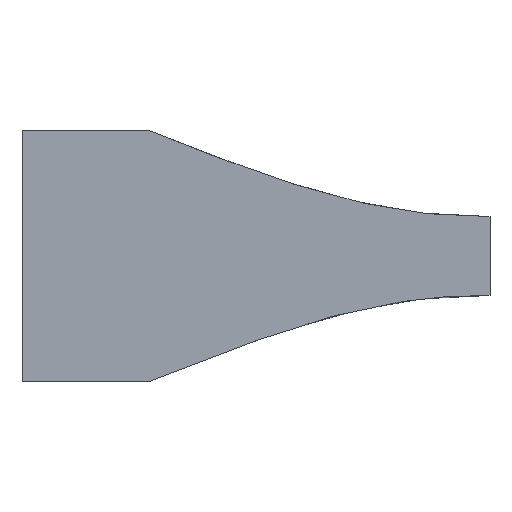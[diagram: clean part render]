
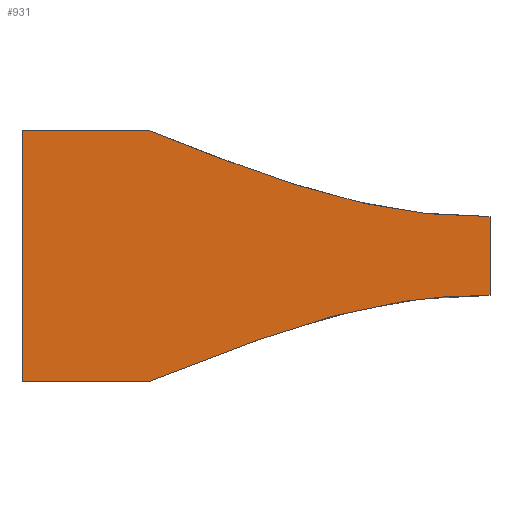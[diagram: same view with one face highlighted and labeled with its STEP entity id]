
A CAD part, front view. The second image highlights one B-rep face of the part: STEP entity #931.
In plain terms, the highlighted planar face has unit normal (0, -1, 0).
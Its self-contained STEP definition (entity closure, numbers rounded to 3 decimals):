
#34=(
BOUNDED_CURVE()
B_SPLINE_CURVE(5,(#1769,#1770,#1771,#1772,#1773,#1774,#1775,#1776,#1777,
#1778,#1779,#1780,#1781,#1782,#1783,#1784,#1785,#1786,#1787,#1788),
 .UNSPECIFIED.,.F.,.F.)
B_SPLINE_CURVE_WITH_KNOTS((6,1,1,1,1,1,1,1,1,1,1,1,1,1,1,6),(0.,0.067,
0.133,0.2,0.267,0.333,0.4,0.467,
0.533,0.6,0.667,0.733,0.8,0.867,
0.933,1.),.UNSPECIFIED.)
CURVE()
GEOMETRIC_REPRESENTATION_ITEM()
RATIONAL_B_SPLINE_CURVE((1.,1.,1.,1.,1.,1.,1.,1.,1.,1.,1.,1.,1.,1.,1.,1.,
1.,1.,1.,1.))
REPRESENTATION_ITEM('')
);
#35=(
BOUNDED_CURVE()
B_SPLINE_CURVE(5,(#2329,#2330,#2331,#2332,#2333,#2334,#2335,#2336,#2337,
#2338,#2339,#2340,#2341,#2342,#2343,#2344,#2345,#2346,#2347,#2348),
 .UNSPECIFIED.,.F.,.F.)
B_SPLINE_CURVE_WITH_KNOTS((6,1,1,1,1,1,1,1,1,1,1,1,1,1,1,6),(-1.,-0.933,
-0.867,-0.8,-0.733,-0.667,-0.6,-0.533,
-0.467,-0.4,-0.333,-0.267,-0.2,-0.133,
-0.067,0.),.UNSPECIFIED.)
CURVE()
GEOMETRIC_REPRESENTATION_ITEM()
RATIONAL_B_SPLINE_CURVE((1.,1.,1.,1.,1.,1.,1.,1.,1.,1.,1.,1.,1.,1.,1.,1.,
1.,1.,1.,1.))
REPRESENTATION_ITEM('')
);
#73=PLANE('',#1010);
#125=FACE_OUTER_BOUND('',#196,.T.);
#196=EDGE_LOOP('',(#856,#857,#858,#859,#860,#861));
#263=LINE('',#2107,#331);
#286=LINE('',#2351,#354);
#292=LINE('',#3148,#360);
#293=LINE('',#3149,#361);
#331=VECTOR('',#1090,10.);
#354=VECTOR('',#1151,10.);
#360=VECTOR('',#1207,10.);
#361=VECTOR('',#1208,10.);
#425=VERTEX_POINT('',#1766);
#426=VERTEX_POINT('',#1768);
#445=VERTEX_POINT('',#2104);
#446=VERTEX_POINT('',#2106);
#466=VERTEX_POINT('',#2326);
#467=VERTEX_POINT('',#2328);
#522=EDGE_CURVE('',#426,#425,#34,.T.);
#549=EDGE_CURVE('',#446,#445,#263,.T.);
#583=EDGE_CURVE('',#467,#466,#35,.T.);
#585=EDGE_CURVE('',#467,#425,#286,.T.);
#608=EDGE_CURVE('',#446,#466,#292,.T.);
#609=EDGE_CURVE('',#445,#426,#293,.T.);
#856=ORIENTED_EDGE('',*,*,#583,.T.);
#857=ORIENTED_EDGE('',*,*,#608,.F.);
#858=ORIENTED_EDGE('',*,*,#549,.T.);
#859=ORIENTED_EDGE('',*,*,#609,.T.);
#860=ORIENTED_EDGE('',*,*,#522,.T.);
#861=ORIENTED_EDGE('',*,*,#585,.F.);
#931=ADVANCED_FACE('',(#125),#73,.T.);
#1010=AXIS2_PLACEMENT_3D('',#3147,#1205,#1206);
#1090=DIRECTION('',(0.,0.,-1.));
#1151=DIRECTION('',(0.,0.,-1.));
#1205=DIRECTION('center_axis',(0.,-1.,0.));
#1206=DIRECTION('ref_axis',(0.,0.,-1.));
#1207=DIRECTION('',(1.,0.,0.));
#1208=DIRECTION('',(1.,0.,0.));
#1766=CARTESIAN_POINT('',(120.,-4.25,17.885));
#1768=CARTESIAN_POINT('',(32.372,-4.25,-4.25));
#1769=CARTESIAN_POINT('Ctrl Pts',(32.372,-4.25,-4.25));
#1770=CARTESIAN_POINT('Ctrl Pts',(33.454,-4.25,-3.812));
#1771=CARTESIAN_POINT('Ctrl Pts',(35.625,-4.25,-2.937));
#1772=CARTESIAN_POINT('Ctrl Pts',(38.904,-4.25,-1.63));
#1773=CARTESIAN_POINT('Ctrl Pts',(43.319,-4.25,0.102));
#1774=CARTESIAN_POINT('Ctrl Pts',(48.913,-4.25,2.246));
#1775=CARTESIAN_POINT('Ctrl Pts',(54.584,-4.25,4.361));
#1776=CARTESIAN_POINT('Ctrl Pts',(60.329,-4.25,6.434));
#1777=CARTESIAN_POINT('Ctrl Pts',(66.145,-4.25,8.441));
#1778=CARTESIAN_POINT('Ctrl Pts',(72.024,-4.25,10.346));
#1779=CARTESIAN_POINT('Ctrl Pts',(77.953,-4.25,12.11));
#1780=CARTESIAN_POINT('Ctrl Pts',(83.92,-4.25,13.689));
#1781=CARTESIAN_POINT('Ctrl Pts',(89.912,-4.25,15.045));
#1782=CARTESIAN_POINT('Ctrl Pts',(95.92,-4.25,16.151));
#1783=CARTESIAN_POINT('Ctrl Pts',(101.935,-4.25,16.993));
#1784=CARTESIAN_POINT('Ctrl Pts',(107.955,-4.25,17.57));
#1785=CARTESIAN_POINT('Ctrl Pts',(112.772,-4.25,17.823));
#1786=CARTESIAN_POINT('Ctrl Pts',(116.386,-4.25,17.899));
#1787=CARTESIAN_POINT('Ctrl Pts',(118.795,-4.25,17.898));
#1788=CARTESIAN_POINT('Ctrl Pts',(120.,-4.25,17.885));
#2104=CARTESIAN_POINT('',(0.,-4.25,-4.25));
#2106=CARTESIAN_POINT('',(0.,-4.25,60.25));
#2107=CARTESIAN_POINT('',(0.,-4.25,60.25));
#2326=CARTESIAN_POINT('',(32.372,-4.25,60.25));
#2328=CARTESIAN_POINT('',(120.,-4.25,38.115));
#2329=CARTESIAN_POINT('Ctrl Pts',(120.,-4.25,38.115));
#2330=CARTESIAN_POINT('Ctrl Pts',(118.795,-4.25,38.102));
#2331=CARTESIAN_POINT('Ctrl Pts',(116.386,-4.25,38.102));
#2332=CARTESIAN_POINT('Ctrl Pts',(112.772,-4.25,38.177));
#2333=CARTESIAN_POINT('Ctrl Pts',(107.955,-4.25,38.43));
#2334=CARTESIAN_POINT('Ctrl Pts',(101.935,-4.25,39.007));
#2335=CARTESIAN_POINT('Ctrl Pts',(95.92,-4.25,39.849));
#2336=CARTESIAN_POINT('Ctrl Pts',(89.912,-4.25,40.955));
#2337=CARTESIAN_POINT('Ctrl Pts',(83.92,-4.25,42.311));
#2338=CARTESIAN_POINT('Ctrl Pts',(77.953,-4.25,43.89));
#2339=CARTESIAN_POINT('Ctrl Pts',(72.024,-4.25,45.654));
#2340=CARTESIAN_POINT('Ctrl Pts',(66.145,-4.25,47.559));
#2341=CARTESIAN_POINT('Ctrl Pts',(60.329,-4.25,49.566));
#2342=CARTESIAN_POINT('Ctrl Pts',(54.584,-4.25,51.639));
#2343=CARTESIAN_POINT('Ctrl Pts',(48.913,-4.25,53.754));
#2344=CARTESIAN_POINT('Ctrl Pts',(43.319,-4.25,55.898));
#2345=CARTESIAN_POINT('Ctrl Pts',(38.904,-4.25,57.63));
#2346=CARTESIAN_POINT('Ctrl Pts',(35.625,-4.25,58.937));
#2347=CARTESIAN_POINT('Ctrl Pts',(33.454,-4.25,59.812));
#2348=CARTESIAN_POINT('Ctrl Pts',(32.372,-4.25,60.25));
#2351=CARTESIAN_POINT('',(120.,-4.25,60.25));
#3147=CARTESIAN_POINT('Origin',(0.,-4.25,60.25));
#3148=CARTESIAN_POINT('',(0.,-4.25,60.25));
#3149=CARTESIAN_POINT('',(0.,-4.25,-4.25));
